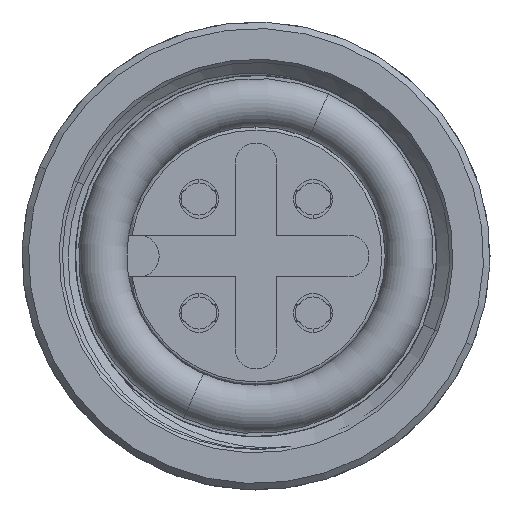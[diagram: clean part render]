
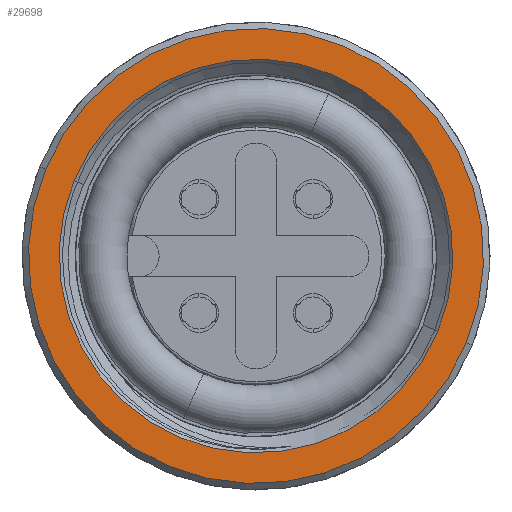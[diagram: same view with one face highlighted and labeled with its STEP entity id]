
A CAD part, left-side view. The second image highlights one B-rep face of the part: STEP entity #29698.
In plain terms, the highlighted face is planar.
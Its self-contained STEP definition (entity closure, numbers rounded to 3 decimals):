
#25 = DIRECTION ( 'NONE',  ( -1., 0., 0. ) ) ;
#2418 = PLANE ( 'NONE',  #31434 ) ;
#2508 = DIRECTION ( 'NONE',  ( -1., 0., 0. ) ) ;
#2517 = ORIENTED_EDGE ( 'NONE', *, *, #21748, .T. ) ;
#2725 = AXIS2_PLACEMENT_3D ( 'NONE', #29746, #2508, #12078 ) ;
#3565 = ORIENTED_EDGE ( 'NONE', *, *, #3789, .T. ) ;
#3789 = EDGE_CURVE ( 'NONE', #3902, #4583, #19979, .T. ) ;
#3902 = VERTEX_POINT ( 'NONE', #22481 ) ;
#4487 = FACE_BOUND ( 'NONE', #31432, .T. ) ;
#4583 = VERTEX_POINT ( 'NONE', #23131 ) ;
#4637 = AXIS2_PLACEMENT_3D ( 'NONE', #17868, #5269, #24546 ) ;
#4716 = CARTESIAN_POINT ( 'NONE',  ( 11., 0., 7.05 ) ) ;
#5269 = DIRECTION ( 'NONE',  ( 1., 0., 0. ) ) ;
#5685 = DIRECTION ( 'NONE',  ( 0., 0., 1. ) ) ;
#6527 = EDGE_CURVE ( 'NONE', #4583, #3902, #10891, .T. ) ;
#6944 = AXIS2_PLACEMENT_3D ( 'NONE', #17974, #27660, #5685 ) ;
#7351 = CARTESIAN_POINT ( 'NONE',  ( 11., 0., 0. ) ) ;
#7518 = DIRECTION ( 'NONE',  ( -1., 0., 0. ) ) ;
#9397 = ORIENTED_EDGE ( 'NONE', *, *, #14918, .T. ) ;
#9763 = CIRCLE ( 'NONE', #4637, 7.05 ) ;
#10334 = AXIS2_PLACEMENT_3D ( 'NONE', #7351, #7518, #31426 ) ;
#10891 = CIRCLE ( 'NONE', #2725, 6.1 ) ;
#12078 = DIRECTION ( 'NONE',  ( 0., 0., 1. ) ) ;
#12141 = CARTESIAN_POINT ( 'NONE',  ( 11., 7.25, 0. ) ) ;
#14212 = VERTEX_POINT ( 'NONE', #4716 ) ;
#14918 = EDGE_CURVE ( 'NONE', #14212, #27837, #29858, .T. ) ;
#17868 = CARTESIAN_POINT ( 'NONE',  ( 11., 0., 0. ) ) ;
#17974 = CARTESIAN_POINT ( 'NONE',  ( 11., 0., 0. ) ) ;
#19872 = CARTESIAN_POINT ( 'NONE',  ( 11., 0., -7.05 ) ) ;
#19979 = CIRCLE ( 'NONE', #10334, 6.1 ) ;
#20236 = EDGE_LOOP ( 'NONE', ( #9397, #2517 ) ) ;
#21748 = EDGE_CURVE ( 'NONE', #27837, #14212, #9763, .T. ) ;
#22481 = CARTESIAN_POINT ( 'NONE',  ( 11., 0., -6.1 ) ) ;
#23131 = CARTESIAN_POINT ( 'NONE',  ( 11., 0., 6.1 ) ) ;
#23614 = FACE_OUTER_BOUND ( 'NONE', #20236, .T. ) ;
#24546 = DIRECTION ( 'NONE',  ( 0., 0., 1. ) ) ;
#27660 = DIRECTION ( 'NONE',  ( 1., 0., 0. ) ) ;
#27837 = VERTEX_POINT ( 'NONE', #19872 ) ;
#28812 = ORIENTED_EDGE ( 'NONE', *, *, #6527, .T. ) ;
#29698 = ADVANCED_FACE ( 'NONE', ( #23614, #4487 ), #2418, .F. ) ;
#29746 = CARTESIAN_POINT ( 'NONE',  ( 11., 0., 0. ) ) ;
#29858 = CIRCLE ( 'NONE', #6944, 7.05 ) ;
#31110 = DIRECTION ( 'NONE',  ( 0., 0., 1. ) ) ;
#31426 = DIRECTION ( 'NONE',  ( 0., 0., 1. ) ) ;
#31432 = EDGE_LOOP ( 'NONE', ( #3565, #28812 ) ) ;
#31434 = AXIS2_PLACEMENT_3D ( 'NONE', #12141, #25, #31110 ) ;
